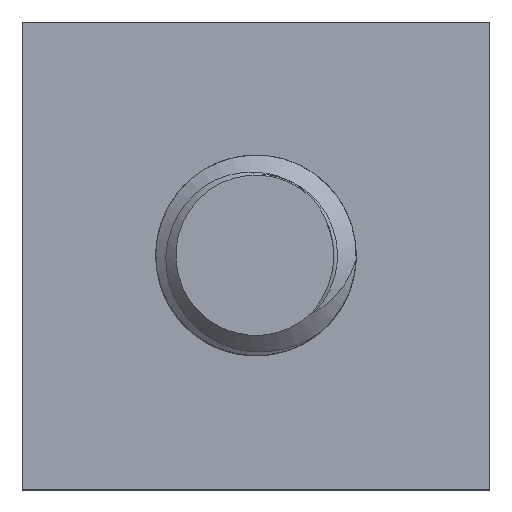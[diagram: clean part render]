
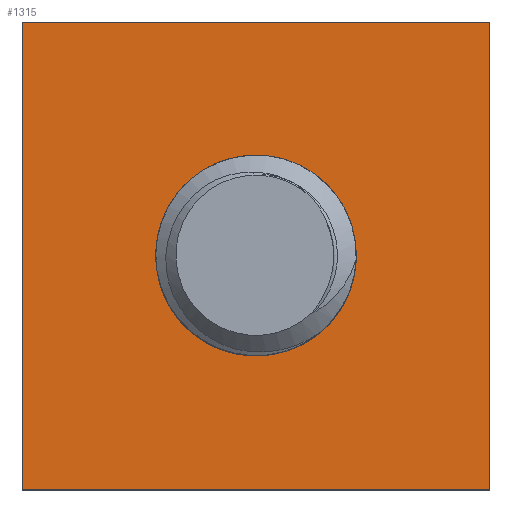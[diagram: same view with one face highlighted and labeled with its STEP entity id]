
A CAD part, top view. The second image highlights one B-rep face of the part: STEP entity #1315.
In plain terms, the highlighted planar face has unit normal (0, 0, 1).
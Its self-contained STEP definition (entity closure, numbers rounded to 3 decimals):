
#161=LINE('',#3727,#314);
#162=LINE('',#3730,#315);
#163=LINE('',#3732,#316);
#164=LINE('',#3734,#317);
#314=VECTOR('',#1692,1000.);
#315=VECTOR('',#1693,1000.);
#316=VECTOR('',#1694,1000.);
#317=VECTOR('',#1695,1000.);
#389=PLANE('',#1405);
#398=CIRCLE('',#1339,1.5);
#683=ORIENTED_EDGE('',*,*,#771,.T.);
#684=ORIENTED_EDGE('',*,*,#762,.T.);
#685=ORIENTED_EDGE('',*,*,#767,.T.);
#686=ORIENTED_EDGE('',*,*,#774,.T.);
#687=ORIENTED_EDGE('',*,*,#777,.T.);
#688=ORIENTED_EDGE('',*,*,#920,.T.);
#689=ORIENTED_EDGE('',*,*,#921,.T.);
#690=ORIENTED_EDGE('',*,*,#922,.T.);
#691=ORIENTED_EDGE('',*,*,#923,.T.);
#762=EDGE_CURVE('',#939,#940,#1053,.T.);
#767=EDGE_CURVE('',#940,#944,#1056,.T.);
#771=EDGE_CURVE('',#947,#939,#1059,.T.);
#774=EDGE_CURVE('',#944,#949,#1061,.T.);
#777=EDGE_CURVE('',#949,#947,#398,.T.);
#920=EDGE_CURVE('',#1039,#1040,#161,.T.);
#921=EDGE_CURVE('',#1040,#1041,#162,.T.);
#922=EDGE_CURVE('',#1041,#1042,#163,.T.);
#923=EDGE_CURVE('',#1042,#1039,#164,.T.);
#939=VERTEX_POINT('',#2090);
#940=VERTEX_POINT('',#2091);
#944=VERTEX_POINT('',#2697);
#947=VERTEX_POINT('',#3008);
#949=VERTEX_POINT('',#3309);
#1039=VERTEX_POINT('',#3728);
#1040=VERTEX_POINT('',#3729);
#1041=VERTEX_POINT('',#3731);
#1042=VERTEX_POINT('',#3733);
#1053=B_SPLINE_CURVE_WITH_KNOTS('',3,(#2086,#2087,#2088,#2089),
 .UNSPECIFIED.,.F.,.F.,(4,4),(0.,1.),.UNSPECIFIED.);
#1056=B_SPLINE_CURVE_WITH_KNOTS('',3,(#2693,#2694,#2695,#2696),
 .UNSPECIFIED.,.F.,.F.,(4,4),(0.,1.),.UNSPECIFIED.);
#1059=B_SPLINE_CURVE_WITH_KNOTS('',3,(#3003,#3004,#3005,#3006,#3007),
 .UNSPECIFIED.,.F.,.F.,(4,1,4),(0.,0.5,1.),.UNSPECIFIED.);
#1061=B_SPLINE_CURVE_WITH_KNOTS('',3,(#3304,#3305,#3306,#3307,#3308),
 .UNSPECIFIED.,.F.,.F.,(4,1,4),(0.,0.5,1.),.UNSPECIFIED.);
#1137=EDGE_LOOP('',(#683,#684,#685,#686,#687));
#1138=EDGE_LOOP('',(#688,#689,#690,#691));
#1224=FACE_BOUND('',#1137,.T.);
#1225=FACE_BOUND('',#1138,.T.);
#1315=ADVANCED_FACE('',(#1224,#1225),#389,.T.);
#1339=AXIS2_PLACEMENT_3D('',#3432,#1418,#1419);
#1405=AXIS2_PLACEMENT_3D('',#3726,#1690,#1691);
#1418=DIRECTION('',(0.,0.,-1.));
#1419=DIRECTION('',(-1.,0.,0.));
#1690=DIRECTION('',(0.,0.,1.));
#1691=DIRECTION('',(1.,0.,0.));
#1692=DIRECTION('',(0.,-1.,0.));
#1693=DIRECTION('',(1.,0.,0.));
#1694=DIRECTION('',(0.,1.,0.));
#1695=DIRECTION('',(-1.,0.,0.));
#2086=CARTESIAN_POINT('',(-0.33,1.175,3.));
#2087=CARTESIAN_POINT('',(0.084,1.235,3.));
#2088=CARTESIAN_POINT('',(0.438,1.144,3.));
#2089=CARTESIAN_POINT('',(0.734,0.904,3.));
#2090=CARTESIAN_POINT('',(-0.33,1.175,3.));
#2091=CARTESIAN_POINT('',(0.734,0.904,3.));
#2693=CARTESIAN_POINT('',(0.734,0.904,3.));
#2694=CARTESIAN_POINT('',(1.033,0.662,3.));
#2695=CARTESIAN_POINT('',(1.194,0.335,3.));
#2696=CARTESIAN_POINT('',(1.218,-0.077,3.));
#2697=CARTESIAN_POINT('',(1.218,-0.077,3.));
#3003=CARTESIAN_POINT('',(-1.324,-0.705,3.));
#3004=CARTESIAN_POINT('',(-1.477,-0.321,3.));
#3005=CARTESIAN_POINT('',(-1.458,0.56,3.));
#3006=CARTESIAN_POINT('',(-0.732,1.116,3.));
#3007=CARTESIAN_POINT('',(-0.33,1.175,3.));
#3008=CARTESIAN_POINT('',(-1.324,-0.705,3.));
#3304=CARTESIAN_POINT('',(1.218,-0.077,3.));
#3305=CARTESIAN_POINT('',(1.241,-0.478,3.));
#3306=CARTESIAN_POINT('',(0.872,-1.288,3.));
#3307=CARTESIAN_POINT('',(0.026,-1.512,3.));
#3308=CARTESIAN_POINT('',(-0.378,-1.452,3.));
#3309=CARTESIAN_POINT('',(-0.378,-1.452,3.));
#3432=CARTESIAN_POINT('',(0.,0.,3.));
#3726=CARTESIAN_POINT('',(0.,0.,3.));
#3727=CARTESIAN_POINT('',(-3.5,3.5,3.));
#3728=CARTESIAN_POINT('',(-3.5,3.5,3.));
#3729=CARTESIAN_POINT('',(-3.5,-3.5,3.));
#3730=CARTESIAN_POINT('',(-3.5,-3.5,3.));
#3731=CARTESIAN_POINT('',(3.5,-3.5,3.));
#3732=CARTESIAN_POINT('',(3.5,-3.5,3.));
#3733=CARTESIAN_POINT('',(3.5,3.5,3.));
#3734=CARTESIAN_POINT('',(3.5,3.5,3.));
